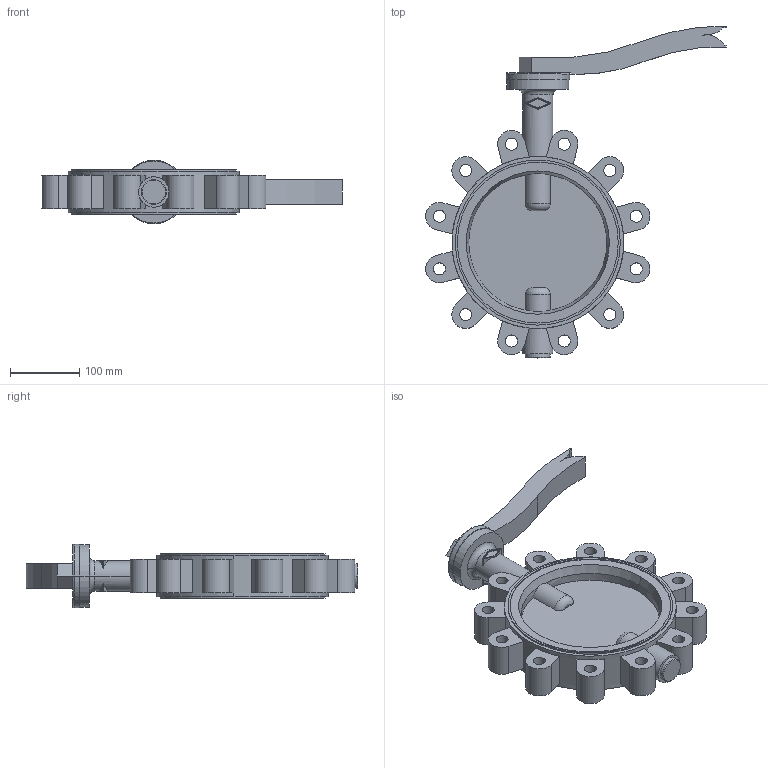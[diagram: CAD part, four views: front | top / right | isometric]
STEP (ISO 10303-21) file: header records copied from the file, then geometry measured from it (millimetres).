
FILE_DESCRIPTION(('OneSpaceDesigner STEP Export'),'2;1');
FILE_NAME('c000000921.stp','2008-01-09T11:30:24',(''),(''),'OneSpace Designer STEP processor for AP214 (Solid Model)','OneSpace Modeling 15.00A 14-Mar-2007 (C) CoCreate Software GmbH','');
FILE_SCHEMA(('AUTOMOTIVE_DESIGN { 1 0 10303 214 1 1 1 1 }'));
Length unit declared in the file: millimetre
Products named in the file (2): 1; 2
Bounding box: 435.4 x 480.5 x 92 mm (x, y, z)
Volume: 2871303.7 mm3; surface area: 354221 mm2
Topology: 2 solids, 2 shells, 211 faces, 543 edges, 360 vertices
Faces by surface type: plane 115, cylinder 82, torus 10, cone 4
Entity records: 8620 total; most frequent: CARTESIAN_POINT 1930, ORIENTED_EDGE 1086, DIRECTION 959, EDGE_CURVE 543, VERTEX_POINT 360, AXIS2_PLACEMENT_3D 340, VECTOR 279, LINE 279
